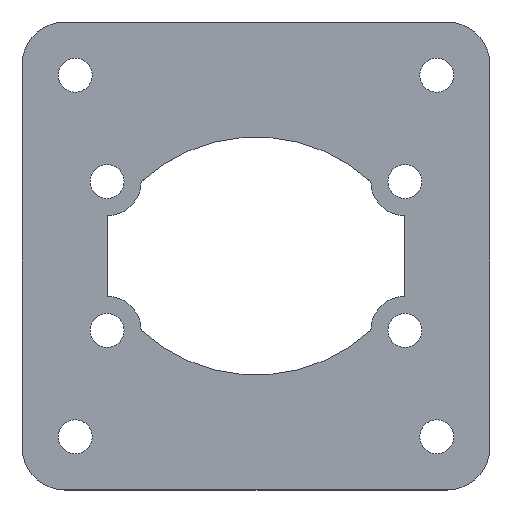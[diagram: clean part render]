
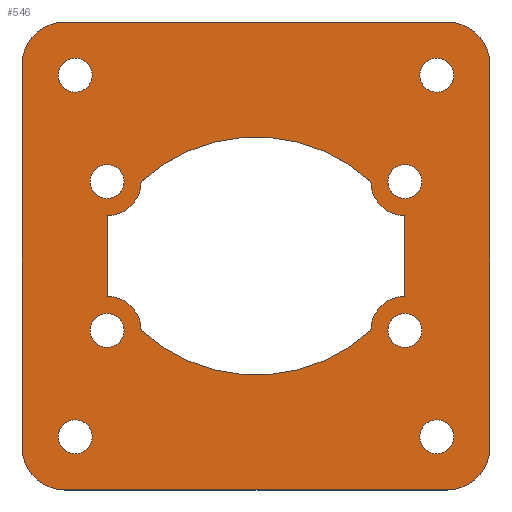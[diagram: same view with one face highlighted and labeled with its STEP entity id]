
A CAD part, top view. The second image highlights one B-rep face of the part: STEP entity #546.
In plain terms, the highlighted planar face has unit normal (0, 0, 1).
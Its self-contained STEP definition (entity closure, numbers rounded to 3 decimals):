
#24=FACE_BOUND('',#102,.T.);
#25=FACE_BOUND('',#103,.T.);
#26=FACE_BOUND('',#104,.T.);
#27=FACE_BOUND('',#105,.T.);
#28=FACE_BOUND('',#106,.T.);
#29=FACE_BOUND('',#107,.T.);
#30=FACE_BOUND('',#108,.T.);
#31=FACE_BOUND('',#109,.T.);
#32=FACE_BOUND('',#110,.T.);
#40=PLANE('',#632);
#66=FACE_OUTER_BOUND('',#101,.T.);
#101=EDGE_LOOP('',(#479,#480,#481,#482,#483,#484,#485,#486));
#102=EDGE_LOOP('',(#487,#488,#489,#490,#491,#492,#493,#494));
#103=EDGE_LOOP('',(#495));
#104=EDGE_LOOP('',(#496));
#105=EDGE_LOOP('',(#497));
#106=EDGE_LOOP('',(#498));
#107=EDGE_LOOP('',(#499));
#108=EDGE_LOOP('',(#500));
#109=EDGE_LOOP('',(#501));
#110=EDGE_LOOP('',(#502));
#123=LINE('',#884,#159);
#127=LINE('',#895,#163);
#134=LINE('',#918,#170);
#137=LINE('',#926,#173);
#140=LINE('',#934,#176);
#146=LINE('',#956,#182);
#159=VECTOR('',#711,10.);
#163=VECTOR('',#725,10.);
#170=VECTOR('',#754,10.);
#173=VECTOR('',#763,10.);
#176=VECTOR('',#772,10.);
#182=VECTOR('',#800,10.);
#184=CIRCLE('',#569,40.);
#186=CIRCLE('',#572,40.);
#207=CIRCLE('',#595,4.);
#208=CIRCLE('',#597,4.);
#209=CIRCLE('',#600,8.);
#210=CIRCLE('',#602,8.);
#211=CIRCLE('',#605,8.);
#212=CIRCLE('',#607,8.);
#213=CIRCLE('',#609,4.);
#214=CIRCLE('',#611,4.);
#215=CIRCLE('',#613,10.);
#216=CIRCLE('',#616,10.);
#217=CIRCLE('',#619,10.);
#218=CIRCLE('',#622,10.);
#219=CIRCLE('',#624,4.);
#220=CIRCLE('',#626,4.);
#221=CIRCLE('',#628,4.);
#222=CIRCLE('',#630,4.);
#225=VERTEX_POINT('',#808);
#226=VERTEX_POINT('',#810);
#229=VERTEX_POINT('',#817);
#230=VERTEX_POINT('',#819);
#255=VERTEX_POINT('',#874);
#256=VERTEX_POINT('',#878);
#257=VERTEX_POINT('',#882);
#258=VERTEX_POINT('',#883);
#259=VERTEX_POINT('',#890);
#260=VERTEX_POINT('',#894);
#261=VERTEX_POINT('',#902);
#262=VERTEX_POINT('',#906);
#263=VERTEX_POINT('',#910);
#264=VERTEX_POINT('',#911);
#265=VERTEX_POINT('',#916);
#266=VERTEX_POINT('',#920);
#267=VERTEX_POINT('',#924);
#268=VERTEX_POINT('',#928);
#269=VERTEX_POINT('',#932);
#270=VERTEX_POINT('',#936);
#271=VERTEX_POINT('',#940);
#272=VERTEX_POINT('',#944);
#273=VERTEX_POINT('',#948);
#274=VERTEX_POINT('',#952);
#277=EDGE_CURVE('',#226,#225,#184,.T.);
#281=EDGE_CURVE('',#230,#229,#186,.T.);
#310=EDGE_CURVE('',#255,#255,#207,.T.);
#312=EDGE_CURVE('',#256,#256,#208,.T.);
#313=EDGE_CURVE('',#257,#258,#123,.T.);
#316=EDGE_CURVE('',#229,#257,#209,.T.);
#317=EDGE_CURVE('',#259,#230,#210,.T.);
#319=EDGE_CURVE('',#260,#259,#127,.T.);
#321=EDGE_CURVE('',#225,#260,#211,.T.);
#322=EDGE_CURVE('',#258,#226,#212,.T.);
#324=EDGE_CURVE('',#261,#261,#213,.T.);
#326=EDGE_CURVE('',#262,#262,#214,.T.);
#327=EDGE_CURVE('',#263,#264,#215,.T.);
#331=EDGE_CURVE('',#263,#265,#134,.T.);
#332=EDGE_CURVE('',#266,#265,#216,.T.);
#335=EDGE_CURVE('',#266,#267,#137,.T.);
#336=EDGE_CURVE('',#268,#267,#217,.T.);
#339=EDGE_CURVE('',#268,#269,#140,.T.);
#340=EDGE_CURVE('',#270,#269,#218,.T.);
#342=EDGE_CURVE('',#271,#271,#219,.T.);
#344=EDGE_CURVE('',#272,#272,#220,.T.);
#346=EDGE_CURVE('',#273,#273,#221,.T.);
#348=EDGE_CURVE('',#274,#274,#222,.T.);
#350=EDGE_CURVE('',#270,#264,#146,.T.);
#479=ORIENTED_EDGE('',*,*,#327,.F.);
#480=ORIENTED_EDGE('',*,*,#331,.T.);
#481=ORIENTED_EDGE('',*,*,#332,.F.);
#482=ORIENTED_EDGE('',*,*,#335,.T.);
#483=ORIENTED_EDGE('',*,*,#336,.F.);
#484=ORIENTED_EDGE('',*,*,#339,.T.);
#485=ORIENTED_EDGE('',*,*,#340,.F.);
#486=ORIENTED_EDGE('',*,*,#350,.T.);
#487=ORIENTED_EDGE('',*,*,#277,.T.);
#488=ORIENTED_EDGE('',*,*,#321,.T.);
#489=ORIENTED_EDGE('',*,*,#319,.T.);
#490=ORIENTED_EDGE('',*,*,#317,.T.);
#491=ORIENTED_EDGE('',*,*,#281,.T.);
#492=ORIENTED_EDGE('',*,*,#316,.T.);
#493=ORIENTED_EDGE('',*,*,#313,.T.);
#494=ORIENTED_EDGE('',*,*,#322,.T.);
#495=ORIENTED_EDGE('',*,*,#310,.T.);
#496=ORIENTED_EDGE('',*,*,#312,.T.);
#497=ORIENTED_EDGE('',*,*,#324,.T.);
#498=ORIENTED_EDGE('',*,*,#326,.T.);
#499=ORIENTED_EDGE('',*,*,#348,.T.);
#500=ORIENTED_EDGE('',*,*,#346,.T.);
#501=ORIENTED_EDGE('',*,*,#344,.T.);
#502=ORIENTED_EDGE('',*,*,#342,.T.);
#546=ADVANCED_FACE('',(#66,#24,#25,#26,#27,#28,#29,#30,#31,#32),#40,.T.);
#569=AXIS2_PLACEMENT_3D('',#811,#640,#641);
#572=AXIS2_PLACEMENT_3D('',#820,#648,#649);
#595=AXIS2_PLACEMENT_3D('',#876,#702,#703);
#597=AXIS2_PLACEMENT_3D('',#880,#707,#708);
#600=AXIS2_PLACEMENT_3D('',#888,#716,#717);
#602=AXIS2_PLACEMENT_3D('',#891,#720,#721);
#605=AXIS2_PLACEMENT_3D('',#898,#729,#730);
#607=AXIS2_PLACEMENT_3D('',#900,#733,#734);
#609=AXIS2_PLACEMENT_3D('',#904,#738,#739);
#611=AXIS2_PLACEMENT_3D('',#908,#743,#744);
#613=AXIS2_PLACEMENT_3D('',#912,#747,#748);
#616=AXIS2_PLACEMENT_3D('',#921,#757,#758);
#619=AXIS2_PLACEMENT_3D('',#929,#766,#767);
#622=AXIS2_PLACEMENT_3D('',#937,#775,#776);
#624=AXIS2_PLACEMENT_3D('',#941,#780,#781);
#626=AXIS2_PLACEMENT_3D('',#945,#785,#786);
#628=AXIS2_PLACEMENT_3D('',#949,#790,#791);
#630=AXIS2_PLACEMENT_3D('',#953,#795,#796);
#632=AXIS2_PLACEMENT_3D('',#957,#801,#802);
#640=DIRECTION('center_axis',(0.,0.,-1.));
#641=DIRECTION('ref_axis',(-0.675,-0.738,0.));
#648=DIRECTION('center_axis',(0.,0.,-1.));
#649=DIRECTION('ref_axis',(0.675,0.738,0.));
#702=DIRECTION('center_axis',(0.,0.,-1.));
#703=DIRECTION('ref_axis',(-1.,0.,0.));
#707=DIRECTION('center_axis',(0.,0.,-1.));
#708=DIRECTION('ref_axis',(-1.,0.,0.));
#711=DIRECTION('',(0.,-1.,0.));
#716=DIRECTION('center_axis',(0.,0.,1.));
#717=DIRECTION('ref_axis',(1.,0.,0.));
#720=DIRECTION('center_axis',(0.,0.,1.));
#721=DIRECTION('ref_axis',(1.,0.,0.));
#725=DIRECTION('',(0.,1.,0.));
#729=DIRECTION('center_axis',(0.,0.,1.));
#730=DIRECTION('ref_axis',(1.,0.,0.));
#733=DIRECTION('center_axis',(0.,0.,1.));
#734=DIRECTION('ref_axis',(1.,0.,0.));
#738=DIRECTION('center_axis',(0.,0.,-1.));
#739=DIRECTION('ref_axis',(-1.,0.,0.));
#743=DIRECTION('center_axis',(0.,0.,-1.));
#744=DIRECTION('ref_axis',(-1.,0.,0.));
#747=DIRECTION('center_axis',(0.,0.,-1.));
#748=DIRECTION('ref_axis',(-0.707,0.707,0.));
#754=DIRECTION('',(0.,-1.,0.));
#757=DIRECTION('center_axis',(0.,0.,-1.));
#758=DIRECTION('ref_axis',(-0.707,-0.707,0.));
#763=DIRECTION('',(1.,0.,0.));
#766=DIRECTION('center_axis',(0.,0.,-1.));
#767=DIRECTION('ref_axis',(0.707,-0.707,0.));
#772=DIRECTION('',(0.,1.,0.));
#775=DIRECTION('center_axis',(0.,0.,-1.));
#776=DIRECTION('ref_axis',(0.707,0.707,0.));
#780=DIRECTION('center_axis',(0.,0.,-1.));
#781=DIRECTION('ref_axis',(-1.,0.,0.));
#785=DIRECTION('center_axis',(0.,0.,-1.));
#786=DIRECTION('ref_axis',(-1.,0.,0.));
#790=DIRECTION('center_axis',(0.,0.,-1.));
#791=DIRECTION('ref_axis',(-1.,0.,0.));
#795=DIRECTION('center_axis',(0.,0.,-1.));
#796=DIRECTION('ref_axis',(-1.,0.,0.));
#800=DIRECTION('',(-1.,0.,0.));
#801=DIRECTION('center_axis',(0.,0.,1.));
#802=DIRECTION('ref_axis',(1.,0.,0.));
#808=CARTESIAN_POINT('',(-27.,-17.5,3.));
#810=CARTESIAN_POINT('',(27.,-17.5,3.));
#811=CARTESIAN_POINT('Origin',(0.,12.013,3.));
#817=CARTESIAN_POINT('',(27.,17.5,3.));
#819=CARTESIAN_POINT('',(-27.,17.5,3.));
#820=CARTESIAN_POINT('Origin',(0.,-12.013,
3.));
#874=CARTESIAN_POINT('',(-31.,-17.5,3.));
#876=CARTESIAN_POINT('Origin',(-35.,-17.5,3.));
#878=CARTESIAN_POINT('',(39.,17.5,3.));
#880=CARTESIAN_POINT('Origin',(35.,17.5,3.));
#882=CARTESIAN_POINT('',(35.,9.5,3.));
#883=CARTESIAN_POINT('',(35.,-9.5,3.));
#884=CARTESIAN_POINT('',(35.,-4.75,3.));
#888=CARTESIAN_POINT('Origin',(35.,17.5,3.));
#890=CARTESIAN_POINT('',(-35.,9.5,3.));
#891=CARTESIAN_POINT('Origin',(-35.,17.5,3.));
#894=CARTESIAN_POINT('',(-35.,-9.5,3.));
#895=CARTESIAN_POINT('',(-35.,4.75,3.));
#898=CARTESIAN_POINT('Origin',(-35.,-17.5,3.));
#900=CARTESIAN_POINT('Origin',(35.,-17.5,3.));
#902=CARTESIAN_POINT('',(39.,-17.5,3.));
#904=CARTESIAN_POINT('Origin',(35.,-17.5,3.));
#906=CARTESIAN_POINT('',(-31.,17.5,3.));
#908=CARTESIAN_POINT('Origin',(-35.,17.5,3.));
#910=CARTESIAN_POINT('',(-55.,45.,3.));
#911=CARTESIAN_POINT('',(-45.,55.,3.));
#912=CARTESIAN_POINT('Origin',(-45.,45.,3.));
#916=CARTESIAN_POINT('',(-55.,-45.,3.));
#918=CARTESIAN_POINT('',(-55.,55.,3.));
#920=CARTESIAN_POINT('',(-45.,-55.,3.));
#921=CARTESIAN_POINT('Origin',(-45.,-45.,3.));
#924=CARTESIAN_POINT('',(45.,-55.,3.));
#926=CARTESIAN_POINT('',(-55.,-55.,3.));
#928=CARTESIAN_POINT('',(55.,-45.,3.));
#929=CARTESIAN_POINT('Origin',(45.,-45.,3.));
#932=CARTESIAN_POINT('',(55.,45.,3.));
#934=CARTESIAN_POINT('',(55.,-55.,3.));
#936=CARTESIAN_POINT('',(45.,55.,3.));
#937=CARTESIAN_POINT('Origin',(45.,45.,3.));
#940=CARTESIAN_POINT('',(46.5,42.5,3.));
#941=CARTESIAN_POINT('Origin',(42.5,42.5,3.));
#944=CARTESIAN_POINT('',(-38.5,42.5,3.));
#945=CARTESIAN_POINT('Origin',(-42.5,42.5,3.));
#948=CARTESIAN_POINT('',(-38.5,-42.5,3.));
#949=CARTESIAN_POINT('Origin',(-42.5,-42.5,3.));
#952=CARTESIAN_POINT('',(46.5,-42.5,3.));
#953=CARTESIAN_POINT('Origin',(42.5,-42.5,3.));
#956=CARTESIAN_POINT('',(55.,55.,3.));
#957=CARTESIAN_POINT('Origin',(0.,0.,
3.));
